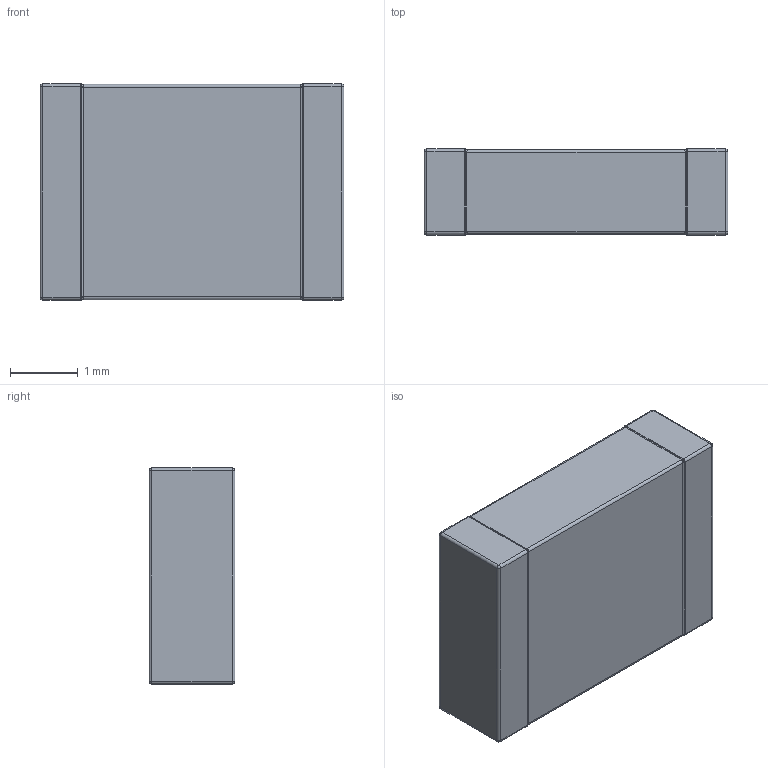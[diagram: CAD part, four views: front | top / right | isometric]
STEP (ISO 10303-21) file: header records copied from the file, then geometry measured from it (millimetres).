
FILE_DESCRIPTION((''),'2;1');
FILE_NAME('CSMD-1812_L4-5_W3-2_H1-27','2021-12-11T',('Dragos'),(''),'PRO/ENGINEER BY PARAMETRIC TECHNOLOGY CORPORATION, 2004440','PRO/ENGINEER BY PARAMETRIC TECHNOLOGY CORPORATION, 2004440','');
FILE_SCHEMA(('AUTOMOTIVE_DESIGN { 1 0 10303 214 1 1 1 1 }'));
Length unit declared in the file: millimetre
Products named in the file (1): CSMD-1812_L4-5_W3-2_H1-27
Bounding box: 4.5 x 1.27 x 3.2 mm (x, y, z)
Volume: 18 mm3; surface area: 47.6 mm2
Topology: 1 solids, 1 shells, 277 faces, 716 edges, 448 vertices
Faces by surface type: plane 169, bspline 64, cylinder 36, sphere 8
Entity records: 15096 total; most frequent: CARTESIAN_POINT 5107, ORIENTED_EDGE 1432, DIRECTION 1136, PRESENTATION_STYLE_ASSIGNMENT 840, STYLED_ITEM 721, CURVE_STYLE 717, EDGE_CURVE 716, VECTOR 508
